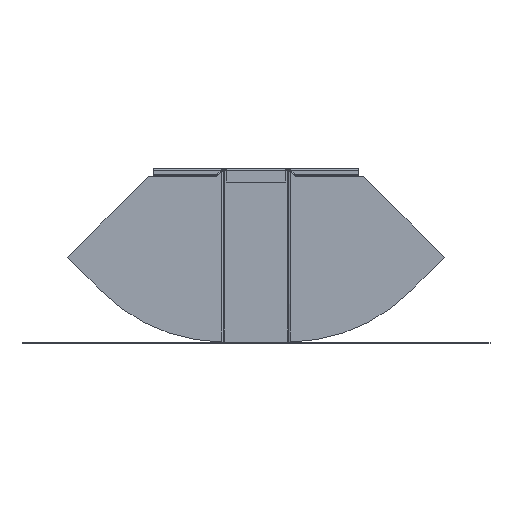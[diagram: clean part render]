
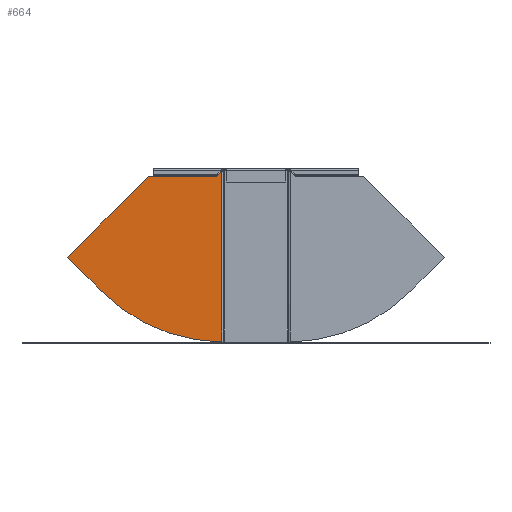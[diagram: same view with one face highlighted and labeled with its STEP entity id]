
A CAD part, front view. The second image highlights one B-rep face of the part: STEP entity #664.
In plain terms, the highlighted planar face has unit normal (0, -1, 0).
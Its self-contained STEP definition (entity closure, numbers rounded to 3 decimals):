
#73 = VERTEX_POINT ( 'NONE', #601 ) ;
#187 = LINE ( 'NONE', #3061, #3226 ) ;
#270 = EDGE_CURVE ( 'NONE', #1991, #4138, #3414, .T. ) ;
#370 = DIRECTION ( 'NONE',  ( 0.707, 0., 0.707 ) ) ;
#450 = DIRECTION ( 'NONE',  ( 0., 0., 1. ) ) ;
#466 = CIRCLE ( 'NONE', #1956, 194. ) ;
#601 = CARTESIAN_POINT ( 'NONE',  ( -119.91, -2.25, -7. ) ) ;
#664 = ADVANCED_FACE ( 'NONE', ( #893 ), #1872, .F. ) ;
#671 = LINE ( 'NONE', #3634, #1091 ) ;
#678 = VERTEX_POINT ( 'NONE', #1539 ) ;
#700 = ORIENTED_EDGE ( 'NONE', *, *, #2957, .F. ) ;
#796 = DIRECTION ( 'NONE',  ( 0., 0., 1. ) ) ;
#810 = DIRECTION ( 'NONE',  ( -0.707, 0., 0.707 ) ) ;
#893 = FACE_OUTER_BOUND ( 'NONE', #4053, .T. ) ;
#1030 = CARTESIAN_POINT ( 'NONE',  ( -210.213, -2.25, -97.304 ) ) ;
#1091 = VECTOR ( 'NONE', #370, 1000. ) ;
#1100 = CARTESIAN_POINT ( 'NONE',  ( -38.078, -2.25, -191.732 ) ) ;
#1116 = DIRECTION ( 'NONE',  ( 0., 1., 0. ) ) ;
#1153 = CARTESIAN_POINT ( 'NONE',  ( -172.588, -2.25, -134.929 ) ) ;
#1213 = VECTOR ( 'NONE', #810, 1000. ) ;
#1240 = EDGE_CURVE ( 'NONE', #2476, #4024, #3348, .T. ) ;
#1495 = DIRECTION ( 'NONE',  ( 1., 0., 0. ) ) ;
#1539 = CARTESIAN_POINT ( 'NONE',  ( -43.91, -2.25, -7. ) ) ;
#1633 = ORIENTED_EDGE ( 'NONE', *, *, #1240, .T. ) ;
#1696 = LINE ( 'NONE', #2993, #3048 ) ;
#1853 = ORIENTED_EDGE ( 'NONE', *, *, #3994, .F. ) ;
#1872 = PLANE ( 'NONE',  #2240 ) ;
#1956 = AXIS2_PLACEMENT_3D ( 'NONE', #3745, #1116, #796 ) ;
#1991 = VERTEX_POINT ( 'NONE', #1153 ) ;
#2192 = DIRECTION ( 'NONE',  ( 0., 1., 0. ) ) ;
#2240 = AXIS2_PLACEMENT_3D ( 'NONE', #3798, #2192, #3755 ) ;
#2349 = ORIENTED_EDGE ( 'NONE', *, *, #270, .F. ) ;
#2419 = CARTESIAN_POINT ( 'NONE',  ( -172.588, -2.25, -134.929 ) ) ;
#2476 = VERTEX_POINT ( 'NONE', #1100 ) ;
#2612 = CARTESIAN_POINT ( 'NONE',  ( -38.078, -2.25, -1.169 ) ) ;
#2633 = EDGE_CURVE ( 'NONE', #73, #678, #187, .T. ) ;
#2836 = VECTOR ( 'NONE', #450, 1000. ) ;
#2875 = ORIENTED_EDGE ( 'NONE', *, *, #2633, .F. ) ;
#2937 = ORIENTED_EDGE ( 'NONE', *, *, #3349, .F. ) ;
#2957 = EDGE_CURVE ( 'NONE', #2476, #1991, #466, .T. ) ;
#2993 = CARTESIAN_POINT ( 'NONE',  ( -43.91, -2.25, -7. ) ) ;
#3027 = CARTESIAN_POINT ( 'NONE',  ( -38.078, -2.25, 2.25 ) ) ;
#3048 = VECTOR ( 'NONE', #3330, 1000. ) ;
#3061 = CARTESIAN_POINT ( 'NONE',  ( -119.91, -2.25, -7. ) ) ;
#3226 = VECTOR ( 'NONE', #1495, 1000. ) ;
#3330 = DIRECTION ( 'NONE',  ( 0.707, 0., 0.707 ) ) ;
#3348 = LINE ( 'NONE', #3027, #2836 ) ;
#3349 = EDGE_CURVE ( 'NONE', #678, #4024, #1696, .T. ) ;
#3414 = LINE ( 'NONE', #2419, #1213 ) ;
#3634 = CARTESIAN_POINT ( 'NONE',  ( -210.213, -2.25, -97.304 ) ) ;
#3745 = CARTESIAN_POINT ( 'NONE',  ( -35.41, -2.25, 2.25 ) ) ;
#3755 = DIRECTION ( 'NONE',  ( 0., 0., 1. ) ) ;
#3798 = CARTESIAN_POINT ( 'NONE',  ( -35.41, -2.25, 2.25 ) ) ;
#3994 = EDGE_CURVE ( 'NONE', #4138, #73, #671, .T. ) ;
#4024 = VERTEX_POINT ( 'NONE', #2612 ) ;
#4053 = EDGE_LOOP ( 'NONE', ( #700, #1633, #2937, #2875, #1853, #2349 ) ) ;
#4138 = VERTEX_POINT ( 'NONE', #1030 ) ;
